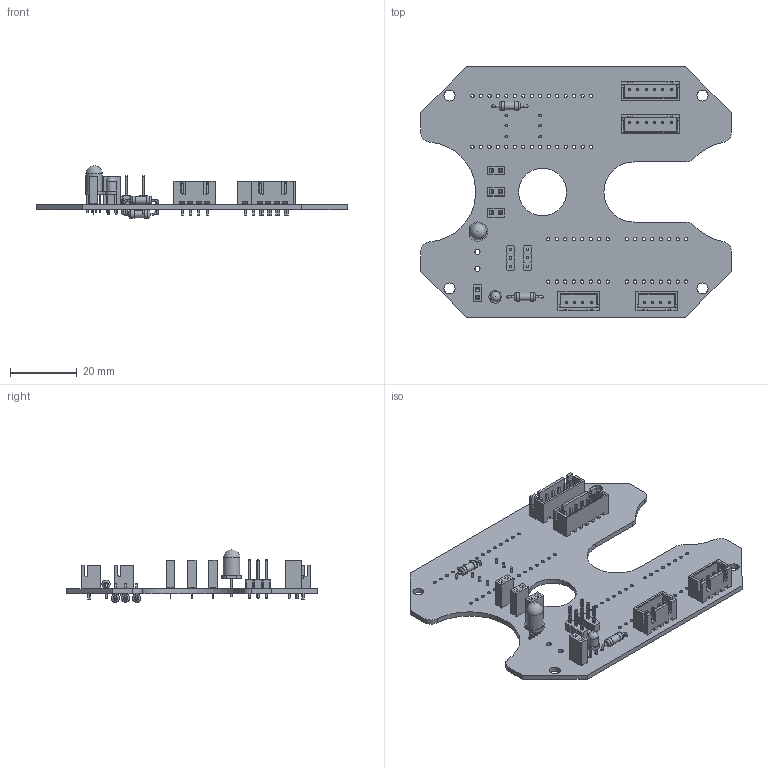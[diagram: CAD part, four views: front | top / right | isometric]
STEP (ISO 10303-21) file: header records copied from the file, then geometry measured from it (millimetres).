
FILE_DESCRIPTION(('KiCad electronic assembly'),'2;1');
FILE_NAME('Board_PAMI.step','2025-03-23T17:25:59',('Pcbnew'),('Kicad'), 'Open CASCADE STEP processor 7.8','KiCad to STEP converter','Unknown' );
FILE_SCHEMA(('AUTOMOTIVE_DESIGN { 1 0 10303 214 1 1 1 1 }'));
Length unit declared in the file: millimetre
Products named in the file (9): Board_PAMI 1; JST_XH_B6B-XH-A_1x06_P2.50mm_Vertical; PinSocket_1x02_P2.54mm_Vertical; LED_D5.0mm-4_RGB; JST_XH_B4B-XH-A_1x04_P2.50mm_Vertical; R_Axial_DIN0207_L6.3mm_D2.5mm_P10.16mm_Horizontal; LED_D3.0mm; PinHeader_1x03_P2.54mm_Vertical; Board_PAMI_PCB
Assembly tree (18 placements, depth 2):
  Board_PAMI 1
    JST_XH_B6B-XH-A_1x06_P2.50mm_Vertical  x2
    PinSocket_1x02_P2.54mm_Vertical  x4
    LED_D5.0mm-4_RGB
    JST_XH_B4B-XH-A_1x04_P2.50mm_Vertical  x2
    R_Axial_DIN0207_L6.3mm_D2.5mm_P10.16mm_Horizontal  x5
    LED_D3.0mm
    PinHeader_1x03_P2.54mm_Vertical  x2
    Board_PAMI_PCB
Bounding box: 93 x 75 x 15.78 mm (x, y, z)
Volume: 9849.7 mm3; surface area: 16357.1 mm2
Topology: 18 solids, 18 shells, 1330 faces, 3356 edges, 2154 vertices
Faces by surface type: plane 1124, cylinder 184, torus 20, sphere 2
Full cylindrical faces by diameter (mm): 0.6 x20, 0.8 x10, 0.9 x6, 0.95 x20, 1 x76, 1.52 x2, 2.25 x5, 2.5 x10, 3 x1, 3.3 x4, 5 x1, 14.3 x1
Entity records: 24878 total; most frequent: CARTESIAN_POINT 3550, ORIENTED_EDGE 3476, DIRECTION 3423, EDGE_CURVE 1738, LINE 1431, VECTOR 1431, VERTEX_POINT 1123, AXIS2_PLACEMENT_3D 996
